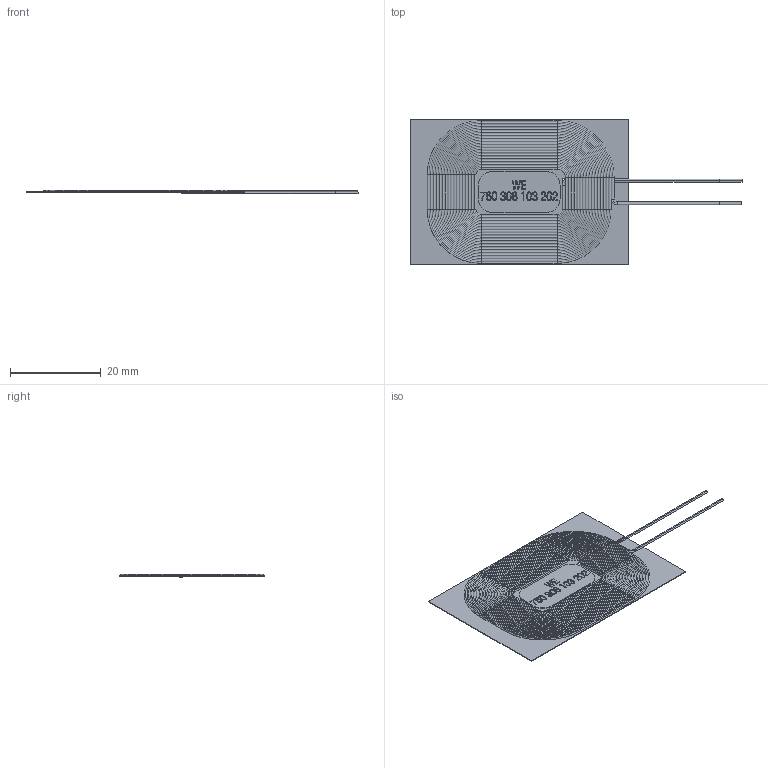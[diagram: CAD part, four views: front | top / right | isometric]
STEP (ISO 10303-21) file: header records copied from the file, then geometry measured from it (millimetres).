
FILE_DESCRIPTION( ( 'Unknown' ), '1' );
FILE_NAME( 'WE-UtWPCC_760308103202.stp', 'Unknown', ( 'Unknown' ), ( 'Unknown' ), 'PSStep 18.0.17', 'Unknown', ' ' );
FILE_SCHEMA( ( 'AUTOMOTIVE_DESIGN { 1 0 10303 214 1 1 1 1 }' ) );
Length unit declared in the file: millimetre
Products named in the file (6): Assem1; adehesive_tape; Release_tape; Ferrit_760308103202; Magnet_760308103202; Turns_760308103202
Assembly tree (5 placements, depth 2):
  Assem1
    adehesive_tape
    Release_tape
    Ferrit_760308103202
    Magnet_760308103202
    Turns_760308103202
Bounding box: 73 x 32 x 0.68 mm (x, y, z)
Volume: 521.1 mm3; surface area: 12512.3 mm2
Topology: 5 solids, 5 shells, 427 faces, 920 edges, 528 vertices
Faces by surface type: cylinder 142, torus 129, plane 122, extrusion 31, bspline 3
Full cylindrical faces by diameter (mm): 0.32 x4
Entity records: 17370 total; most frequent: CARTESIAN_POINT 4799, DIRECTION 1942, ORIENTED_EDGE 1810, EDGE_CURVE 905, AXIS2_PLACEMENT_3D 805, VERTEX_POINT 528, EDGE_LOOP 471, FACE_OUTER_BOUND 442
